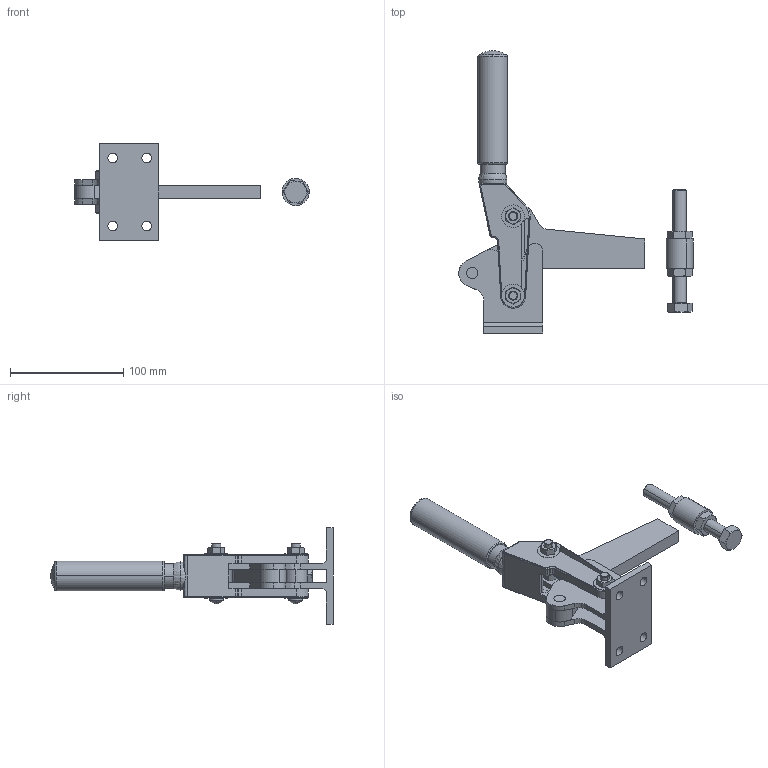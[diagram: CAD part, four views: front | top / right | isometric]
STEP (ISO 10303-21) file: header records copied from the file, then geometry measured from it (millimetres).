
FILE_DESCRIPTION((''),'2;1');
FILE_NAME('M20TB.stp','2006-07-12T08:13:00',('Matthew'),(''),'Autodesk Inventor 8','Autodesk Inventor 8','');
FILE_SCHEMA(('AUTOMOTIVE_DESIGN { 1 0 10303 214 1 1 1 1 }'));
Length unit declared in the file: millimetre
Products named in the file (7): M20TB; M20TB1; M20TB2; M20TB3; M20TB4; M20TB5; M20TB6
Assembly tree (6 placements, depth 2):
  M20TB
    M20TB1
    M20TB2
    M20TB3
    M20TB4
    M20TB5
    M20TB6
Bounding box: 206.76 x 248.85 x 85 mm (x, y, z)
Volume: 289357.6 mm3; surface area: 89210.7 mm2
Topology: 6 solids, 6 shells, 360 faces, 908 edges, 574 vertices
Faces by surface type: cylinder 159, plane 108, cone 60, torus 24, sphere 7, bspline 2
Entity records: 11141 total; most frequent: CARTESIAN_POINT 2172, DIRECTION 1994, ORIENTED_EDGE 1806, EDGE_CURVE 903, AXIS2_PLACEMENT_3D 810, VERTEX_POINT 573, CIRCLE 439, EDGE_LOOP 406
